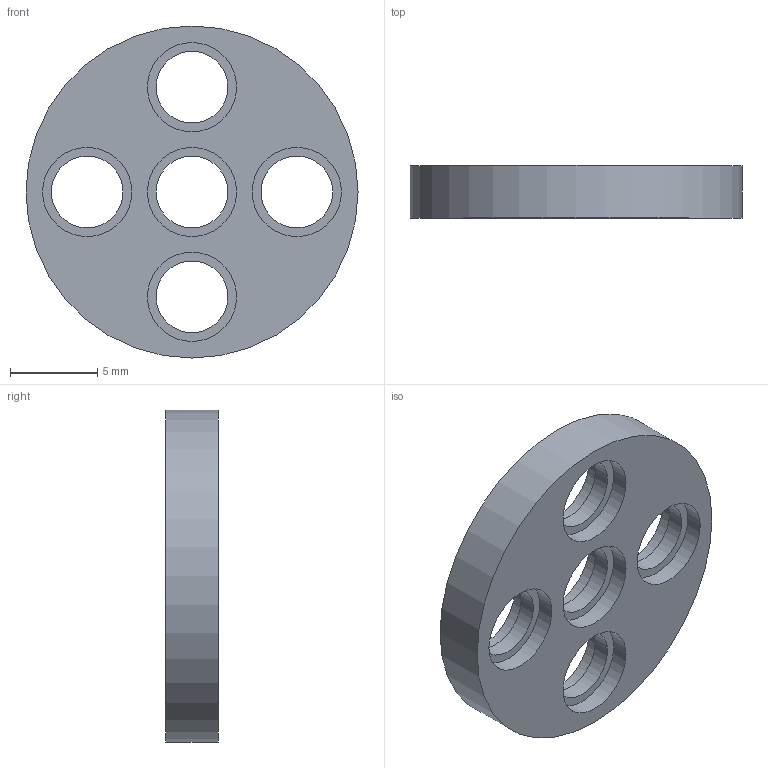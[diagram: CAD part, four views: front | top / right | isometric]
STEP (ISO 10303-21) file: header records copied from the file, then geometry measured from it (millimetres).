
FILE_DESCRIPTION(/* description */ (''),/* implementation_level */ '2;1');
FILE_NAME(/* name */ 'XL320_IdlerToOllo.stp',/* time_stamp */ '2016-09-05T15:40:00-04:00',/* author */ ('Labtech'),/* organization */ (''),/* preprocessor_version */ 'ST-DEVELOPER v16.5',/* originating_system */ 'Autodesk Inventor 2017',/* authorisation */ '');
FILE_SCHEMA (('AUTOMOTIVE_DESIGN { 1 0 10303 214 3 1 1 }'));
Length unit declared in the file: millimetre
Products named in the file (1): XL320_IdlerToOllo
Bounding box: 19 x 3 x 19 mm (x, y, z)
Volume: 580.3 mm3; surface area: 838.7 mm2
Topology: 1 solids, 1 shells, 28 faces, 48 edges, 32 vertices
Faces by surface type: cylinder 16, plane 12
Full cylindrical faces by diameter (mm): 4.1 x5, 5.1 x10, 19 x1
Entity records: 654 total; most frequent: DIRECTION 122, CARTESIAN_POINT 93, EDGE_LOOP 64, ORIENTED_EDGE 64, AXIS2_PLACEMENT_3D 61, FACE_BOUND 36, CIRCLE 32, VERTEX_POINT 32
